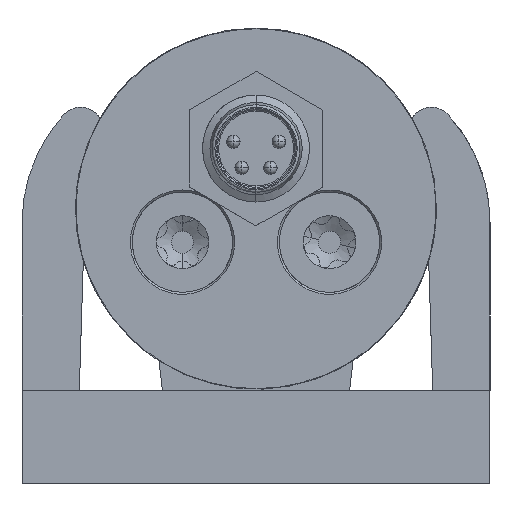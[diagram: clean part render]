
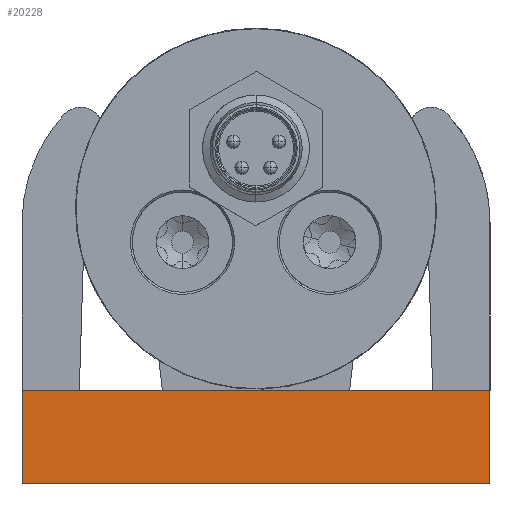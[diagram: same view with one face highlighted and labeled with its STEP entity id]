
A CAD part, front view. The second image highlights one B-rep face of the part: STEP entity #20228.
In plain terms, the highlighted planar face has unit normal (0, -1, 0).
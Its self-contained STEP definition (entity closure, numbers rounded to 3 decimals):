
#20220=AXIS2_PLACEMENT_3D('Plane Axis2P3D',#20217,#20218,#20219) ;
#17547=CARTESIAN_POINT('Vertex',(0.,8.5,0.)) ;
#17561=CARTESIAN_POINT('Vertex',(35.,8.5,0.)) ;
#17564=CARTESIAN_POINT('Line Origine',(17.5,8.5,0.)) ;
#18918=CARTESIAN_POINT('Vertex',(0.,8.5,7.)) ;
#18926=CARTESIAN_POINT('Line Origine',(0.,8.5,3.5)) ;
#18957=CARTESIAN_POINT('Vertex',(35.,8.5,7.)) ;
#18960=CARTESIAN_POINT('Line Origine',(35.,8.5,3.5)) ;
#19840=CARTESIAN_POINT('Line Origine',(17.5,8.5,7.)) ;
#20217=CARTESIAN_POINT('Axis2P3D Location',(32.35,8.5,35.422)) ;
#17565=DIRECTION('Vector Direction',(1.,0.,0.)) ;
#18927=DIRECTION('Vector Direction',(0.,0.,-1.)) ;
#18961=DIRECTION('Vector Direction',(0.,0.,1.)) ;
#19841=DIRECTION('Vector Direction',(1.,0.,0.)) ;
#20218=DIRECTION('Axis2P3D Direction',(0.,-1.,0.)) ;
#20219=DIRECTION('Axis2P3D XDirection',(-1.,0.,0.)) ;
#17566=VECTOR('Line Direction',#17565,1.) ;
#18928=VECTOR('Line Direction',#18927,1.) ;
#18962=VECTOR('Line Direction',#18961,1.) ;
#19842=VECTOR('Line Direction',#19841,1.) ;
#20223=ORIENTED_EDGE('',*,*,#18930,.T.) ;
#20224=ORIENTED_EDGE('',*,*,#17568,.T.) ;
#20225=ORIENTED_EDGE('',*,*,#18964,.T.) ;
#20226=ORIENTED_EDGE('',*,*,#19844,.F.) ;
#20228=ADVANCED_FACE('Hauptk\X2\00F6\X0\rper',(#20227),#20221,.T.) ;
#17568=EDGE_CURVE('',#17548,#17562,#17567,.T.) ;
#18930=EDGE_CURVE('',#18919,#17548,#18929,.T.) ;
#18964=EDGE_CURVE('',#17562,#18958,#18963,.T.) ;
#19844=EDGE_CURVE('',#18919,#18958,#19843,.T.) ;
#20222=EDGE_LOOP('',(#20223,#20224,#20225,#20226)) ;
#20227=FACE_OUTER_BOUND('',#20222,.T.) ;
#17567=LINE('Line',#17564,#17566) ;
#18929=LINE('Line',#18926,#18928) ;
#18963=LINE('Line',#18960,#18962) ;
#19843=LINE('Line',#19840,#19842) ;
#20221=PLANE('',#20220) ;
#17548=VERTEX_POINT('',#17547) ;
#17562=VERTEX_POINT('',#17561) ;
#18919=VERTEX_POINT('',#18918) ;
#18958=VERTEX_POINT('',#18957) ;
